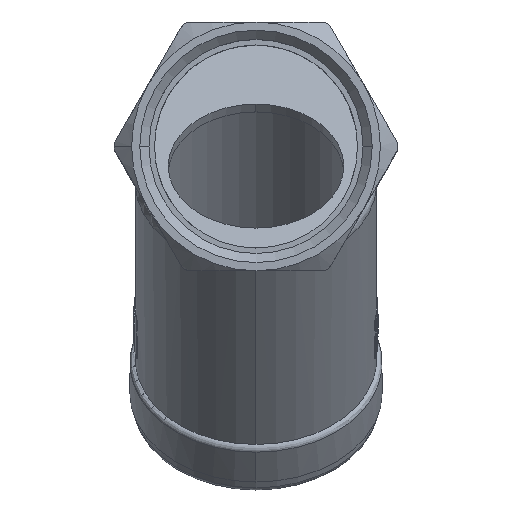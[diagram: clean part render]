
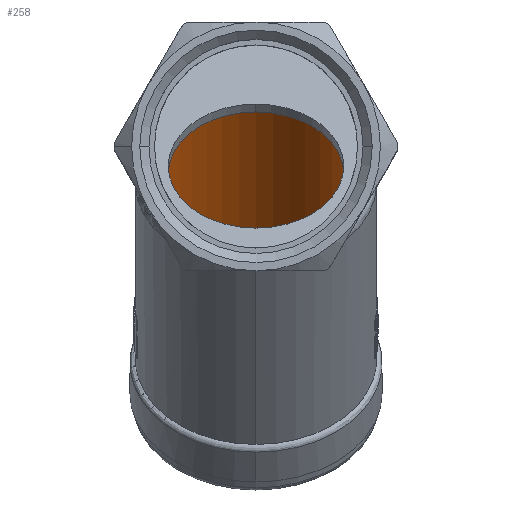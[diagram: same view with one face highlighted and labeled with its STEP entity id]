
A CAD part, top view. The second image highlights one B-rep face of the part: STEP entity #258.
In plain terms, the highlighted cylindrical face has radius 27 mm (diameter 54 mm), a partial arc.
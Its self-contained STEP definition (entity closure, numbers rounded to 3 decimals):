
#258 = ADVANCED_FACE ( 'NONE', ( #18178 ), #4502, .F. ) ;
#317 = CIRCLE ( 'NONE', #27928, 27. ) ;
#1621 = EDGE_LOOP ( 'NONE', ( #31646, #21398, #10354, #24267 ) ) ;
#3470 = CARTESIAN_POINT ( 'NONE',  ( 0., 0., 0. ) ) ;
#4502 = CYLINDRICAL_SURFACE ( 'NONE', #31413, 27. ) ;
#4776 = CARTESIAN_POINT ( 'NONE',  ( 27., 0., 76. ) ) ;
#6052 = DIRECTION ( 'NONE',  ( 1., 0., 0. ) ) ;
#8066 = EDGE_CURVE ( 'NONE', #20902, #32860, #23653, .T. ) ;
#8609 = CARTESIAN_POINT ( 'NONE',  ( -27., 0., 76. ) ) ;
#8773 = CARTESIAN_POINT ( 'NONE',  ( 0., 0., 76. ) ) ;
#9246 = VERTEX_POINT ( 'NONE', #4776 ) ;
#10354 = ORIENTED_EDGE ( 'NONE', *, *, #8066, .T. ) ;
#10702 = EDGE_CURVE ( 'NONE', #9246, #32516, #19882, .T. ) ;
#11354 = DIRECTION ( 'NONE',  ( 1., 0., 0. ) ) ;
#12184 = CARTESIAN_POINT ( 'NONE',  ( 27., 0., 76. ) ) ;
#14546 = CARTESIAN_POINT ( 'NONE',  ( -27., 0., 76. ) ) ;
#14791 = DIRECTION ( 'NONE',  ( 0., 0., -1. ) ) ;
#15647 = AXIS2_PLACEMENT_3D ( 'NONE', #3470, #21598, #6052 ) ;
#18178 = FACE_OUTER_BOUND ( 'NONE', #1621, .T. ) ;
#18641 = CARTESIAN_POINT ( 'NONE',  ( 0., 0., 76. ) ) ;
#18713 = DIRECTION ( 'NONE',  ( -1., 0., 0. ) ) ;
#18893 = CARTESIAN_POINT ( 'NONE',  ( 27., 0., 0. ) ) ;
#19227 = CIRCLE ( 'NONE', #15647, 27. ) ;
#19242 = DIRECTION ( 'NONE',  ( 0., 0., -1. ) ) ;
#19882 = LINE ( 'NONE', #12184, #33054 ) ;
#20902 = VERTEX_POINT ( 'NONE', #8609 ) ;
#21398 = ORIENTED_EDGE ( 'NONE', *, *, #32159, .T. ) ;
#21598 = DIRECTION ( 'NONE',  ( 0., 0., 1. ) ) ;
#21884 = EDGE_CURVE ( 'NONE', #32516, #32860, #19227, .T. ) ;
#23653 = LINE ( 'NONE', #14546, #24519 ) ;
#24267 = ORIENTED_EDGE ( 'NONE', *, *, #21884, .F. ) ;
#24519 = VECTOR ( 'NONE', #32889, 1000. ) ;
#27143 = DIRECTION ( 'NONE',  ( 0., 0., 1. ) ) ;
#27928 = AXIS2_PLACEMENT_3D ( 'NONE', #8773, #27143, #11354 ) ;
#30506 = CARTESIAN_POINT ( 'NONE',  ( -27., 0., 0. ) ) ;
#31413 = AXIS2_PLACEMENT_3D ( 'NONE', #18641, #19242, #18713 ) ;
#31646 = ORIENTED_EDGE ( 'NONE', *, *, #10702, .F. ) ;
#32159 = EDGE_CURVE ( 'NONE', #9246, #20902, #317, .T. ) ;
#32516 = VERTEX_POINT ( 'NONE', #18893 ) ;
#32860 = VERTEX_POINT ( 'NONE', #30506 ) ;
#32889 = DIRECTION ( 'NONE',  ( 0., 0., -1. ) ) ;
#33054 = VECTOR ( 'NONE', #14791, 1000. ) ;
